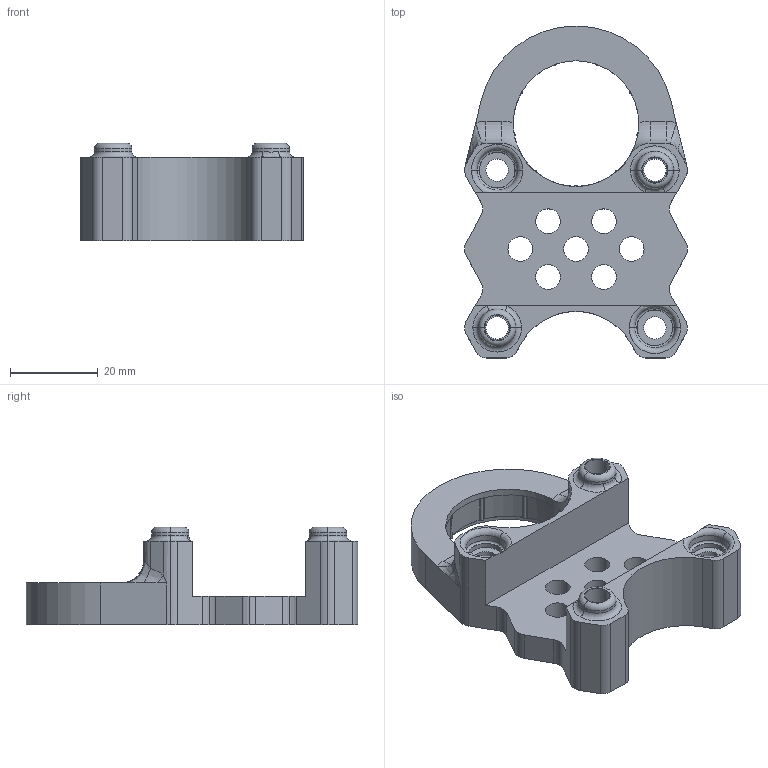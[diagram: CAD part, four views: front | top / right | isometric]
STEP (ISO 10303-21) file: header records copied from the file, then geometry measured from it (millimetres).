
FILE_DESCRIPTION (( 'STEP AP214' ), '1' );
FILE_NAME ('1- Side Bearing Gusset - HYPE Block.step', '2023-01-03T04:56:56', ( '' ), ( '' ), 'SwSTEP 2.0', 'SolidWorks 2022', '' );
FILE_SCHEMA (( 'AUTOMOTIVE_DESIGN' ));
Length unit declared in the file: inch
Products named in the file (1): 1- Side Bearing Gusset - HYPE Block
Bounding box: 50.8 x 75.6 x 22.23 mm (x, y, z)
Volume: 21747.5 mm3; surface area: 12629 mm2
Topology: 1 solids, 1 shells, 254 faces, 643 edges, 397 vertices
Faces by surface type: cylinder 82, plane 73, bspline 44, cone 32, torus 23
Entity records: 8455 total; most frequent: CARTESIAN_POINT 2496, ORIENTED_EDGE 1282, DIRECTION 1189, EDGE_CURVE 641, AXIS2_PLACEMENT_3D 478, VERTEX_POINT 397, EDGE_LOOP 286, CIRCLE 267
